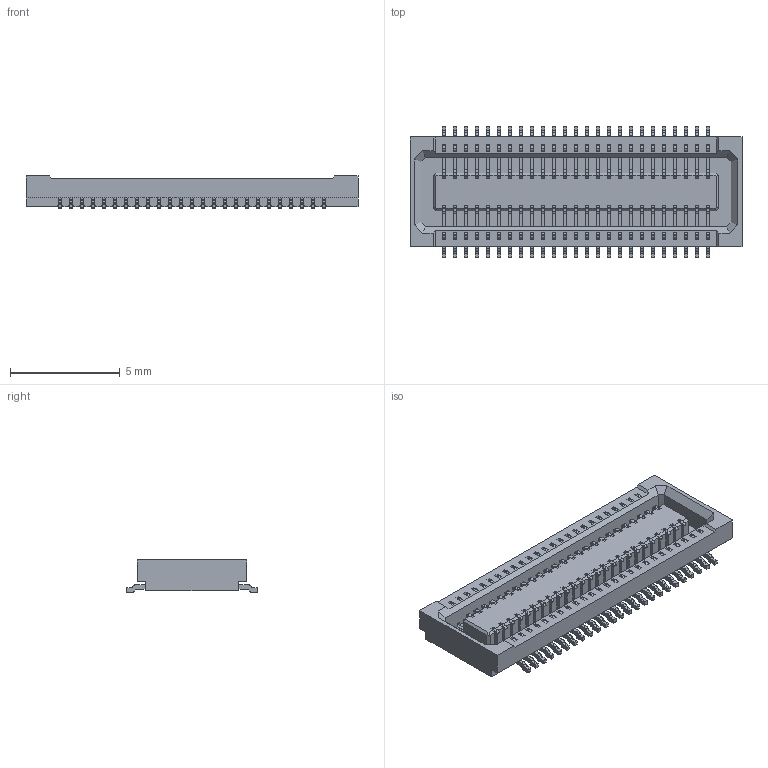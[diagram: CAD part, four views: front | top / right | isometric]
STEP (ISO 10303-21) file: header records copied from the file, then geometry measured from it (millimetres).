
FILE_DESCRIPTION(/* description */ ('Unknown'),/* implementation_level */ '2;1');
FILE_NAME(/* name */ '658561423050',/* time_stamp */ '2024-10-08T09:49:13+02:00',/* author */ ('Unknown'),/* organization */ ('Unknown'),/* preprocessor_version */ 'ST-DEVELOPER v19.4',/* originating_system */ 'Solid Edge',/* authorisation */ 'Unknown');
FILE_SCHEMA (('AUTOMOTIVE_DESIGN {1 0 10303 214 3 1 1}'));
Length unit declared in the file: millimetre
Products named in the file (3): 658561423xxx; 658561423050; 658561423xxx_Contact
Assembly tree (51 placements, depth 2):
  658561423xxx
    658561423050
    658561423xxx_Contact  x50
Bounding box: 15.1 x 6 x 1.46 mm (x, y, z)
Volume: 120.3 mm3; surface area: 909.9 mm2
Topology: 52 solids, 52 shells, 3900 faces, 12056 edges, 7960 vertices
Faces by surface type: plane 2950, cylinder 950
Entity records: 63738 total; most frequent: ORIENTED_EDGE 11764, CARTESIAN_POINT 11522, DIRECTION 9708, EDGE_CURVE 5882, LINE 5648, VECTOR 5648, VERTEX_POINT 3844, AXIS2_PLACEMENT_3D 2030
